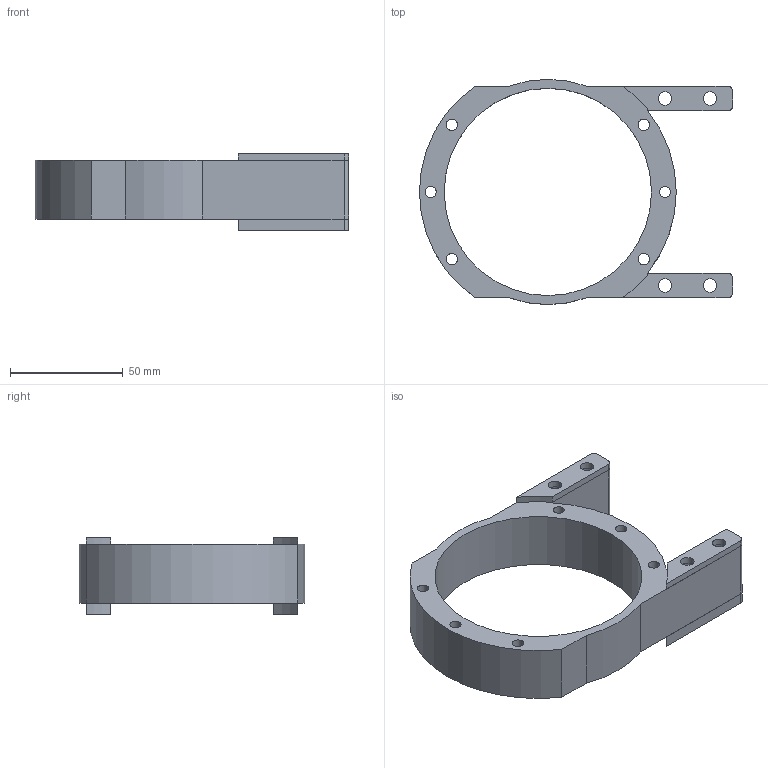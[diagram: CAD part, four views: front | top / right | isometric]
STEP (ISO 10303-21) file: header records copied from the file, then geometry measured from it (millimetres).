
FILE_DESCRIPTION(/* description */ (''),/* implementation_level */ '2;1');
FILE_NAME(/* name */ 'spackors_przg3_cykl v2.step',/* time_stamp */ '2024-05-28T16:35:45+02:00',/* author */ (''),/* organization */ (''),/* preprocessor_version */ 'ST-DEVELOPER v20',/* originating_system */ 'Autodesk Translation Framework v13.14.0.145',/* authorisation */ '');
FILE_SCHEMA (('AUTOMOTIVE_DESIGN { 1 0 10303 214 3 1 1 }'));
Length unit declared in the file: millimetre
Products named in the file (3): spackors_przg3_cykl; cycloid_cover_extended; spacor przz3_cykl
Assembly tree (2 placements, depth 2):
  spackors_przg3_cykl
    cycloid_cover_extended
    spacor przz3_cykl
Bounding box: 139 x 100 x 34 mm (x, y, z)
Volume: 98495.3 mm3; surface area: 37981.8 mm2
Topology: 5 solids, 5 shells, 69 faces, 177 edges, 118 vertices
Faces by surface type: cylinder 39, plane 30
Full cylindrical faces by diameter (mm): 5 x6, 6 x12, 92 x1
Entity records: 2297 total; most frequent: DIRECTION 403, CARTESIAN_POINT 369, ORIENTED_EDGE 354, EDGE_CURVE 177, AXIS2_PLACEMENT_3D 152, VERTEX_POINT 118, EDGE_LOOP 107, LINE 99
